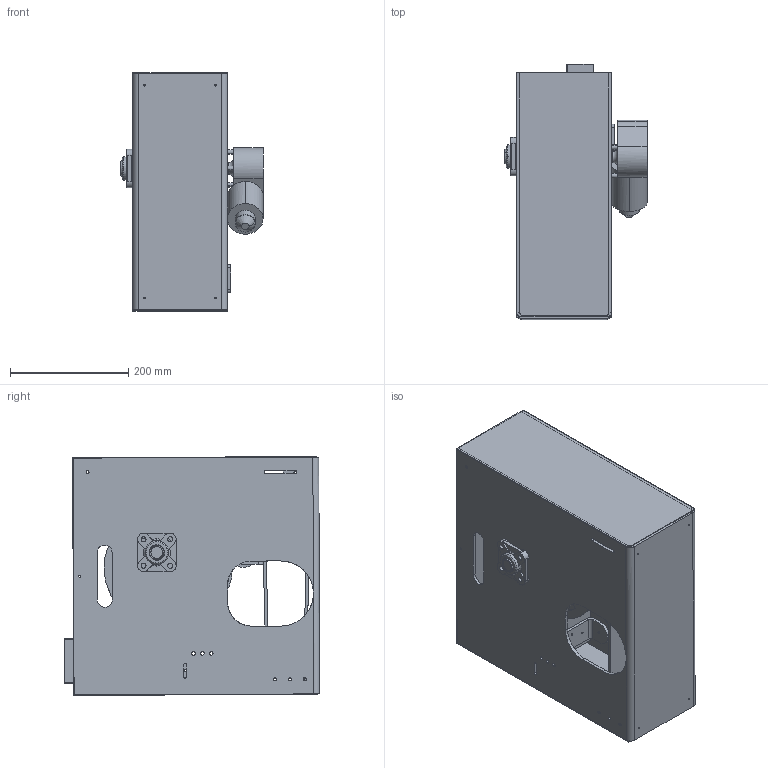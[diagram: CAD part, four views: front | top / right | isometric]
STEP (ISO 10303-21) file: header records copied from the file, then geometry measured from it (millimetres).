
FILE_DESCRIPTION (( 'STEP AP214' ), '1' );
FILE_NAME ('Ventilator Assembly.STEP', '2020-04-24T04:23:24', ( '' ), ( '' ), 'SwSTEP 2.0', 'SolidWorks 2020', '' );
FILE_SCHEMA (( 'AUTOMOTIVE_DESIGN' ));
Length unit declared in the file: millimetre
Products named in the file (21): Cam2.3_v1.0_light cam_v2.2; Power supply; Spacer_v1.0_Flang only; Bag seat_v1.0; Spacer_v1.0; 15132; PWM Controller; Metal Case_v1.2; Wiper Motor; Al_Shaft_Al 172; Ventilator Assembly; Cover_v1.0; Bracket2_v1.0; Follower bracket_v1.0; cam1.2_v1.0; Pushing arm_v1.0; cam1.3_v1.0; Roller_D50; Bracket1_v1.0; 15132_01; 15132_02
Assembly tree (22 placements, depth 3):
  Ventilator Assembly
    Follower bracket_v1.0
    Pushing arm_v1.0
    Cam2.3_v1.0_light cam_v2.2
    15132
      15132_01
      15132_02
    Al_Shaft_Al 172
    Spacer_v1.0
    Roller_D50
    Wiper Motor
    Power supply
    Spacer_v1.0_Flang only  x2
    cam1.2_v1.0
    cam1.3_v1.0
    Cover_v1.0
    Bag seat_v1.0
    Bracket2_v1.0  x2
    Bracket1_v1.0
    Metal Case_v1.2
    PWM Controller
Bounding box: 240.42 x 431.32 x 403.32 mm (x, y, z)
Volume: 5393482 mm3; surface area: 1710752.5 mm2
Topology: 21 solids, 21 shells, 1007 faces, 2729 edges, 1771 vertices
Faces by surface type: cylinder 419, plane 409, bspline 165, cone 8, torus 6
Entity records: 42582 total; most frequent: CARTESIAN_POINT 17785, ORIENTED_EDGE 5176, DIRECTION 4506, EDGE_CURVE 2588, VERTEX_POINT 1685, AXIS2_PLACEMENT_3D 1545, VECTOR 1416, LINE 1416
